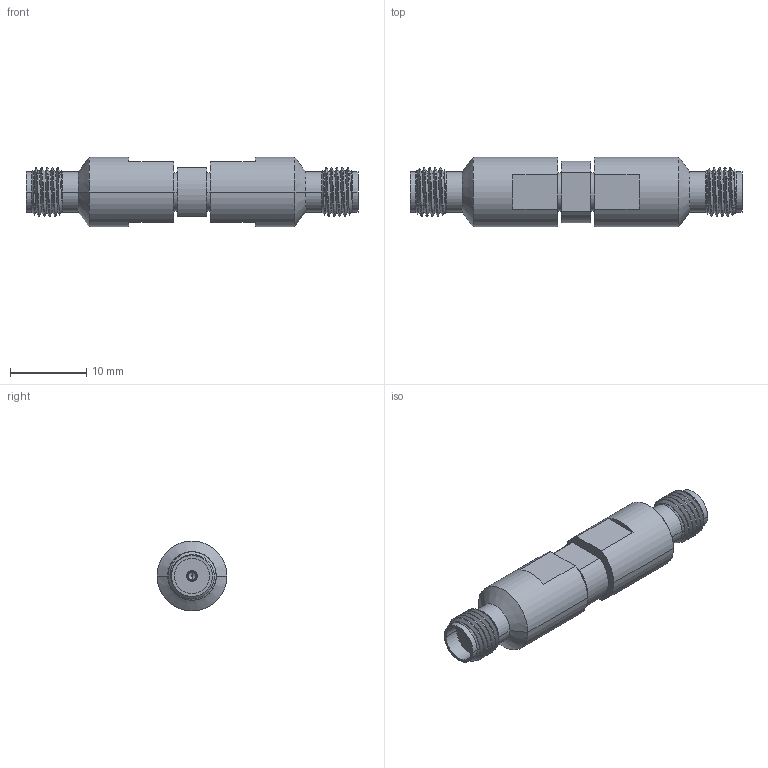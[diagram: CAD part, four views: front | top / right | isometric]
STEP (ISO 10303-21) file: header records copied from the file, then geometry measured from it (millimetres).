
FILE_DESCRIPTION((''),'2;1');
FILE_NAME('131-7023_SW0001','2018-09-26T',('Viji'),(''),'CREO PARAMETRIC BY PTC INC, 2017020','CREO PARAMETRIC BY PTC INC, 2017020','');
FILE_SCHEMA(('CONFIG_CONTROL_DESIGN'));
Length unit declared in the file: inch
Products named in the file (1): 131-7023_SW0001
Bounding box: 43.48 x 9.14 x 9.14 mm (x, y, z)
Volume: 1995.9 mm3; surface area: 1463.9 mm2
Topology: 1 solids, 1 shells, 137 faces, 356 edges, 227 vertices
Faces by surface type: cylinder 48, plane 47, cone 24, bspline 18
Entity records: 8812 total; most frequent: CARTESIAN_POINT 5534, ORIENTED_EDGE 708, DIRECTION 630, EDGE_CURVE 354, AXIS2_PLACEMENT_3D 237, VERTEX_POINT 227, VECTOR 156, LINE 156
